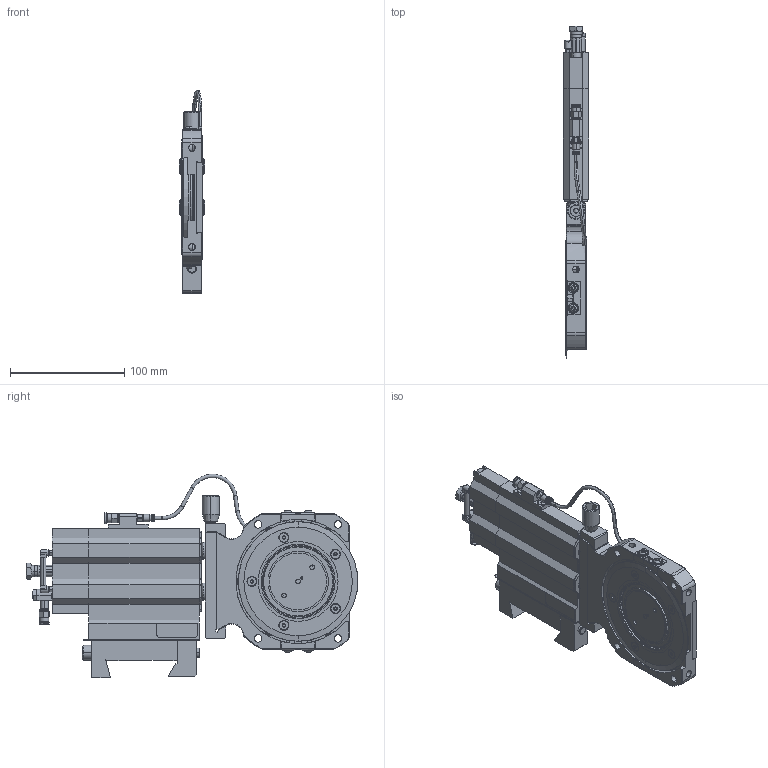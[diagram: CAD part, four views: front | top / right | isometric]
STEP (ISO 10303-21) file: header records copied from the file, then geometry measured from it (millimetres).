
FILE_DESCRIPTION (( 'STEP AP214' ), '1' );
FILE_NAME ('P3105-0013.STEP', '2022-06-23T13:30:30', ( '' ), ( '' ), 'SwSTEP 2.0', 'SolidWorks 2021', '' );
FILE_SCHEMA (( 'AUTOMOTIVE_DESIGN' ));
Length unit declared in the file: inch
Products named in the file (1): P3105-0013
Bounding box: 22 x 291 x 178.46 mm (x, y, z)
Surface area: 137374.4 mm2 (no closed solid volume)
Topology: 0 solids, 83 shells, 1050 faces, 3244 edges, 2260 vertices
Faces by surface type: plane 508, cylinder 320, cone 173, torus 36, bspline 11, sphere 2
Entity records: 51216 total; most frequent: CARTESIAN_POINT 8612, DIRECTION 6238, ORIENTED_EDGE 5352, EDGE_CURVE 3238, VERTEX_POINT 2260, AXIS2_PLACEMENT_3D 2254, VECTOR 1730, LINE 1730
